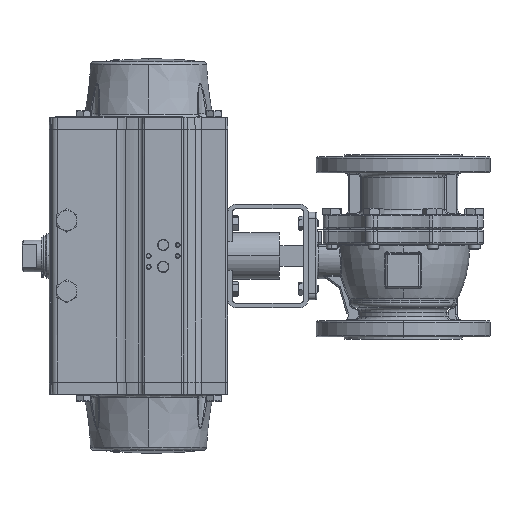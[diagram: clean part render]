
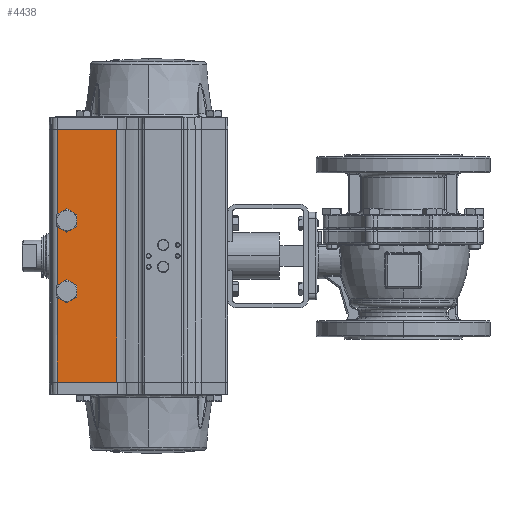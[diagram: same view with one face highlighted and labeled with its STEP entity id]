
A CAD part, left-side view. The second image highlights one B-rep face of the part: STEP entity #4438.
In plain terms, the highlighted planar face has unit normal (-1, 0, 0.002).
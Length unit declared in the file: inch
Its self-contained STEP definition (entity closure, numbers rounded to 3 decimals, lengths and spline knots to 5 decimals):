
#287 = LINE ( 'NONE', #54259, #62756 ) ;
#1237 = LINE ( 'NONE', #67174, #63718 ) ;
#2018 = DIRECTION ( 'NONE',  ( -1., 0., 0.002 ) ) ;
#2915 = LINE ( 'NONE', #18255, #17027 ) ;
#3434 = ORIENTED_EDGE ( 'NONE', *, *, #77821, .T. ) ;
#4438 = ADVANCED_FACE ( 'NONE', ( #11281 ), #9138, .T. ) ;
#4722 = ORIENTED_EDGE ( 'NONE', *, *, #52027, .F. ) ;
#6796 = DIRECTION ( 'NONE',  ( 0.002, 0., 1. ) ) ;
#9138 = PLANE ( 'NONE',  #36448 ) ;
#9477 = ORIENTED_EDGE ( 'NONE', *, *, #59051, .T. ) ;
#11281 = FACE_OUTER_BOUND ( 'NONE', #75878, .T. ) ;
#14101 = EDGE_CURVE ( 'NONE', #14234, #63648, #2915, .T. ) ;
#14234 = VERTEX_POINT ( 'NONE', #68583 ) ;
#16472 = CARTESIAN_POINT ( 'NONE',  ( -2.76572, 14.99489, 5.47743 ) ) ;
#16968 = DIRECTION ( 'NONE',  ( 0., 1., 0. ) ) ;
#17027 = VECTOR ( 'NONE', #48430, 39.37008 ) ;
#18255 = CARTESIAN_POINT ( 'NONE',  ( -2.78545, 14.99489, -5.46743 ) ) ;
#18323 = AXIS2_PLACEMENT_3D ( 'NONE', #35583, #78052, #41695 ) ;
#20924 = CARTESIAN_POINT ( 'NONE',  ( -2.77255, 14.99489, 1.69245 ) ) ;
#21671 = CARTESIAN_POINT ( 'NONE',  ( -2.77835, 14.58938, -1.53043 ) ) ;
#23214 = VECTOR ( 'NONE', #61059, 39.37008 ) ;
#24128 = EDGE_CURVE ( 'NONE', #51354, #72766, #71598, .T. ) ;
#25686 = ORIENTED_EDGE ( 'NONE', *, *, #24128, .T. ) ;
#25717 = CIRCLE ( 'NONE', #28889, 0.43307 ) ;
#25814 = VECTOR ( 'NONE', #16968, 39.37008 ) ;
#26447 = CARTESIAN_POINT ( 'NONE',  ( -2.76572, 14.99489, 5.47743 ) ) ;
#26751 = CARTESIAN_POINT ( 'NONE',  ( -2.77808, 14.99489, -1.37841 ) ) ;
#27313 = DIRECTION ( 'NONE',  ( 0.002, 0., 1. ) ) ;
#27760 = DIRECTION ( 'NONE',  ( 0.002, 0., 1. ) ) ;
#28889 = AXIS2_PLACEMENT_3D ( 'NONE', #21671, #64084, #27760 ) ;
#32811 = VECTOR ( 'NONE', #56906, 39.37008 ) ;
#35583 = CARTESIAN_POINT ( 'NONE',  ( -2.77282, 14.58938, 1.54043 ) ) ;
#36448 = AXIS2_PLACEMENT_3D ( 'NONE', #75111, #2018, #27313 ) ;
#39014 = ORIENTED_EDGE ( 'NONE', *, *, #78429, .F. ) ;
#41695 = DIRECTION ( 'NONE',  ( 0.002, 0., 1. ) ) ;
#42675 = VERTEX_POINT ( 'NONE', #71080 ) ;
#48430 = DIRECTION ( 'NONE',  ( 0.002, 0., 1. ) ) ;
#51354 = VERTEX_POINT ( 'NONE', #55508 ) ;
#52027 = EDGE_CURVE ( 'NONE', #67838, #72766, #65011, .T. ) ;
#53236 = CARTESIAN_POINT ( 'NONE',  ( -2.78545, 11.27312, -5.46743 ) ) ;
#53271 = VERTEX_POINT ( 'NONE', #26751 ) ;
#54259 = CARTESIAN_POINT ( 'NONE',  ( -2.78545, 14.99489, -5.46743 ) ) ;
#54296 = CIRCLE ( 'NONE', #18323, 0.43307 ) ;
#54579 = ORIENTED_EDGE ( 'NONE', *, *, #64507, .T. ) ;
#54957 = CARTESIAN_POINT ( 'NONE',  ( -2.76572, 11.27993, 5.47743 ) ) ;
#55508 = CARTESIAN_POINT ( 'NONE',  ( -2.76572, 12.42568, 5.47743 ) ) ;
#56906 = DIRECTION ( 'NONE',  ( 0.002, 0., 1. ) ) ;
#57210 = CARTESIAN_POINT ( 'NONE',  ( -2.77863, 14.99489, -1.68245 ) ) ;
#59051 = EDGE_CURVE ( 'NONE', #67838, #42675, #54296, .T. ) ;
#60315 = DIRECTION ( 'NONE',  ( 0.002, 0., 1. ) ) ;
#60787 = EDGE_CURVE ( 'NONE', #71572, #14234, #72309, .T. ) ;
#61059 = DIRECTION ( 'NONE',  ( 0., 1., 0. ) ) ;
#62756 = VECTOR ( 'NONE', #60315, 39.37008 ) ;
#63648 = VERTEX_POINT ( 'NONE', #57210 ) ;
#63718 = VECTOR ( 'NONE', #6796, 39.37008 ) ;
#64084 = DIRECTION ( 'NONE',  ( 1., 0., -0.002 ) ) ;
#64507 = EDGE_CURVE ( 'NONE', #71572, #51354, #1237, .T. ) ;
#65011 = LINE ( 'NONE', #26447, #32811 ) ;
#65139 = ORIENTED_EDGE ( 'NONE', *, *, #14101, .F. ) ;
#67174 = CARTESIAN_POINT ( 'NONE',  ( -2.78545, 12.42568, -5.46743 ) ) ;
#67838 = VERTEX_POINT ( 'NONE', #20924 ) ;
#68583 = CARTESIAN_POINT ( 'NONE',  ( -2.78545, 14.99489, -5.46743 ) ) ;
#71080 = CARTESIAN_POINT ( 'NONE',  ( -2.77309, 14.99489, 1.38841 ) ) ;
#71572 = VERTEX_POINT ( 'NONE', #77432 ) ;
#71598 = LINE ( 'NONE', #54957, #23214 ) ;
#72309 = LINE ( 'NONE', #53236, #25814 ) ;
#72766 = VERTEX_POINT ( 'NONE', #16472 ) ;
#75065 = ORIENTED_EDGE ( 'NONE', *, *, #60787, .F. ) ;
#75111 = CARTESIAN_POINT ( 'NONE',  ( -2.78545, 12.42568, -5.46743 ) ) ;
#75878 = EDGE_LOOP ( 'NONE', ( #65139, #75065, #54579, #25686, #4722, #9477, #39014, #3434 ) ) ;
#77432 = CARTESIAN_POINT ( 'NONE',  ( -2.78545, 12.42568, -5.46743 ) ) ;
#77821 = EDGE_CURVE ( 'NONE', #53271, #63648, #25717, .T. ) ;
#78052 = DIRECTION ( 'NONE',  ( 1., 0., -0.002 ) ) ;
#78429 = EDGE_CURVE ( 'NONE', #53271, #42675, #287, .T. ) ;
